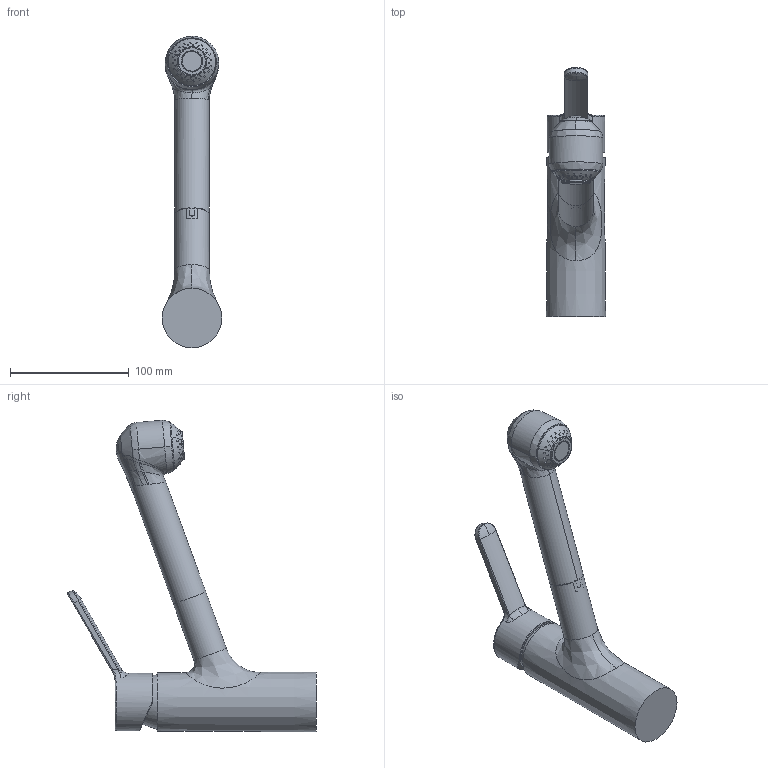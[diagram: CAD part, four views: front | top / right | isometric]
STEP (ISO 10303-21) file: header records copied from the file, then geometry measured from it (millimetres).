
FILE_DESCRIPTION (( 'STEP AP203' ), '1' );
FILE_NAME ('49522203.STEP', '2017-03-09T05:53:59', ( '' ), ( '' ), 'SwSTEP 2.0', 'SolidWorks 2016', '' );
FILE_SCHEMA (( 'CONFIG_CONTROL_DESIGN' ));
Length unit declared in the file: millimetre
Products named in the file (1): 49522203
Bounding box: 50 x 209.29 x 261.9 mm (x, y, z)
Surface area: 63642.7 mm2 (no closed solid volume)
Topology: 0 solids, 3 shells, 422 faces, 1273 edges, 894 vertices
Faces by surface type: bspline 179, plane 145, cone 62, cylinder 36
Full cylindrical faces by diameter (mm): 16.7 x1, 23.75 x3, 24.2 x1, 27.8 x1, 29 x2, 48.5 x1
Entity records: 34674 total; most frequent: CARTESIAN_POINT 25973, ORIENTED_EDGE 2469, EDGE_CURVE 1246, B_SPLINE_CURVE_WITH_KNOTS 1122, VERTEX_POINT 883, DIRECTION 641, EDGE_LOOP 473, FACE_OUTER_BOUND 427
